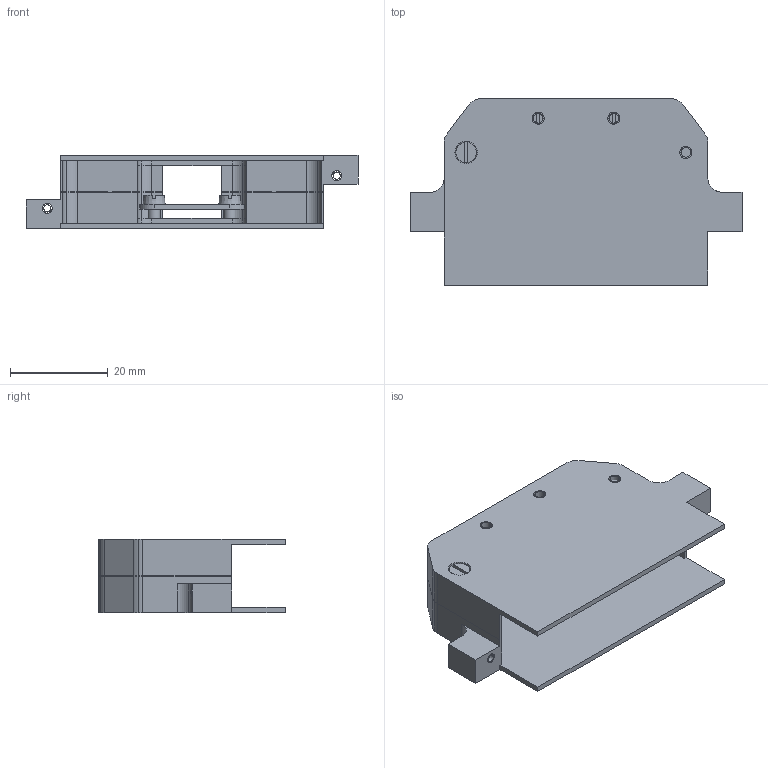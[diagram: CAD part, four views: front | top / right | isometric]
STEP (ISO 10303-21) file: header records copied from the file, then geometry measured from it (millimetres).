
FILE_DESCRIPTION(('STEP AP214'),'1');
FILE_NAME('tmp0.step',' ',(' '),(' '),'XStep 1.0',' ',' ');
FILE_SCHEMA(('automotive_design'));
Length unit declared in the file: millimetre
Bounding box: 68 x 38.2 x 15 mm (x, y, z)
Volume: 11349.8 mm3; surface area: 12712.6 mm2
Topology: 15 solids, 15 shells, 252 faces, 640 edges, 424 vertices
Faces by surface type: cylinder 118, plane 110, cone 16, torus 8
Entity records: 10406 total; most frequent: CARTESIAN_POINT 1651, DIRECTION 1442, ORIENTED_EDGE 1280, EDGE_CURVE 640, AXIS2_PLACEMENT_3D 563, VERTEX_POINT 424, LINE 316, VECTOR 316
